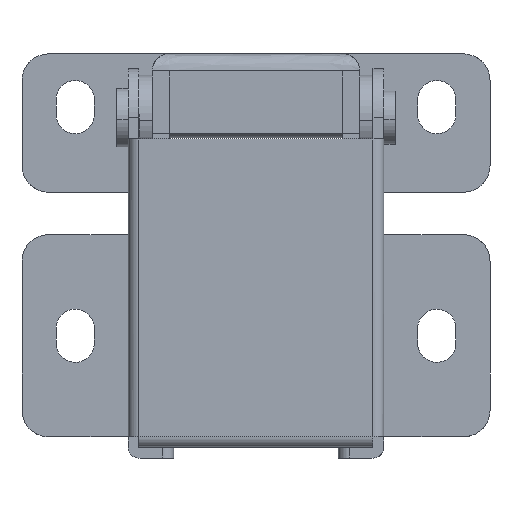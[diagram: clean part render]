
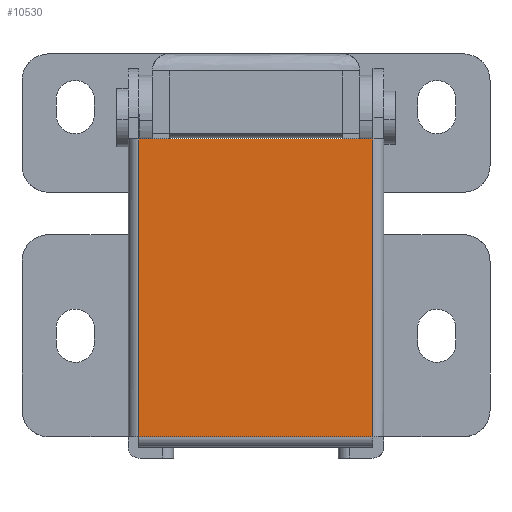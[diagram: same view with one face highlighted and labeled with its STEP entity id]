
A CAD part, front view. The second image highlights one B-rep face of the part: STEP entity #10530.
In plain terms, the highlighted free-form (B-spline) face has degree [1, 1] with [2, 2] control points.
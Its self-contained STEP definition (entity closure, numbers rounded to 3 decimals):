
#7898=CARTESIAN_POINT('',(11.0,-5.5,-29.99));
#7899=VERTEX_POINT('',#7898);
#7921=CARTESIAN_POINT('',(11.0,-5.5,-2.0));
#7922=VERTEX_POINT('',#7921);
#7936=CARTESIAN_POINT('',(11.0,-5.5,-2.0));
#7937=CARTESIAN_POINT('',(11.0,-5.5,-29.99));
#7938=QUASI_UNIFORM_CURVE('',1,(#7936,#7937),.UNSPECIFIED.,.F.,.U.);
#7939=EDGE_CURVE('',#7922,#7899,#7938,.T.);
#7995=CARTESIAN_POINT('',(-11.0,-5.5,-2.0));
#7996=VERTEX_POINT('',#7995);
#7997=CARTESIAN_POINT('',(-11.0,-5.5,-29.99));
#7998=VERTEX_POINT('',#7997);
#7999=CARTESIAN_POINT('',(-11.0,-5.5,-2.0));
#8000=CARTESIAN_POINT('',(-11.0,-5.5,-29.99));
#8001=QUASI_UNIFORM_CURVE('',1,(#7999,#8000),.UNSPECIFIED.,.F.,.U.);
#8002=EDGE_CURVE('',#7996,#7998,#8001,.T.);
#10373=CARTESIAN_POINT('',(11.0,-5.5,-30.));
#10374=VERTEX_POINT('',#10373);
#10388=CARTESIAN_POINT('',(-11.0,-5.5,-30.));
#10389=VERTEX_POINT('',#10388);
#10390=CARTESIAN_POINT('',(11.0,-5.5,-30.));
#10391=CARTESIAN_POINT('',(-11.0,-5.5,-30.));
#10392=QUASI_UNIFORM_CURVE('',1,(#10390,#10391),.UNSPECIFIED.,.F.,.U.);
#10393=EDGE_CURVE('',#10374,#10389,#10392,.T.);
#10442=CARTESIAN_POINT('',(11.0,-5.5,-29.99));
#10443=CARTESIAN_POINT('',(11.0,-5.5,-30.));
#10444=QUASI_UNIFORM_CURVE('',1,(#10442,#10443),.UNSPECIFIED.,.F.,.U.);
#10445=EDGE_CURVE('',#7899,#10374,#10444,.T.);
#10457=CARTESIAN_POINT('',(-11.0,-5.5,-29.99));
#10458=CARTESIAN_POINT('',(-11.0,-5.5,-30.));
#10459=QUASI_UNIFORM_CURVE('',1,(#10457,#10458),.UNSPECIFIED.,.F.,.U.);
#10460=EDGE_CURVE('',#7998,#10389,#10459,.T.);
#10513=CARTESIAN_POINT('',(-12.099,-5.5,-0.601));
#10514=CARTESIAN_POINT('',(-12.099,-5.5,-31.399));
#10515=CARTESIAN_POINT('',(12.099,-5.5,-0.601));
#10516=CARTESIAN_POINT('',(12.099,-5.5,-31.399));
#10517=B_SPLINE_SURFACE_WITH_KNOTS('',1,1,((#10513,#10515),(#10514,#10516)),.UNSPECIFIED.,.F.,.F.,.U.,(2,2),(2,2),(0.0,30.797),(0.0,24.198),.UNSPECIFIED.);
#10518=ORIENTED_EDGE('',*,*,#7939,.F.);
#10519=CARTESIAN_POINT('',(11.0,-5.5,-2.0));
#10520=CARTESIAN_POINT('',(-11.0,-5.5,-2.0));
#10521=QUASI_UNIFORM_CURVE('',1,(#10519,#10520),.UNSPECIFIED.,.F.,.U.);
#10522=EDGE_CURVE('',#7922,#7996,#10521,.T.);
#10523=ORIENTED_EDGE('',*,*,#10522,.T.);
#10524=ORIENTED_EDGE('',*,*,#8002,.T.);
#10525=ORIENTED_EDGE('',*,*,#10460,.T.);
#10526=ORIENTED_EDGE('',*,*,#10393,.F.);
#10527=ORIENTED_EDGE('',*,*,#10445,.F.);
#10528=EDGE_LOOP('',(#10518,#10523,#10524,#10525,#10526,#10527));
#10529=FACE_OUTER_BOUND('',#10528,.T.);
#10530=ADVANCED_FACE('',(#10529),#10517,.T.);
